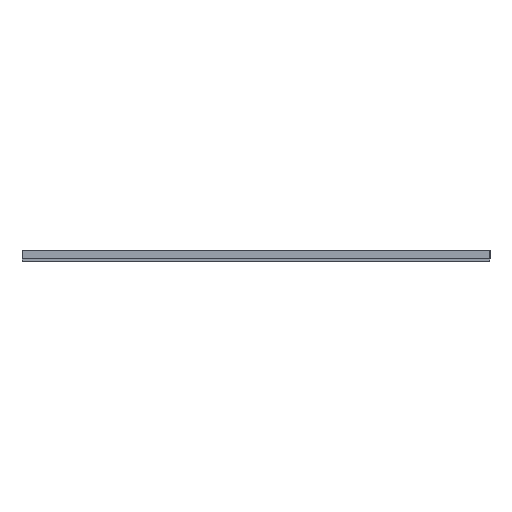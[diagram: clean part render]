
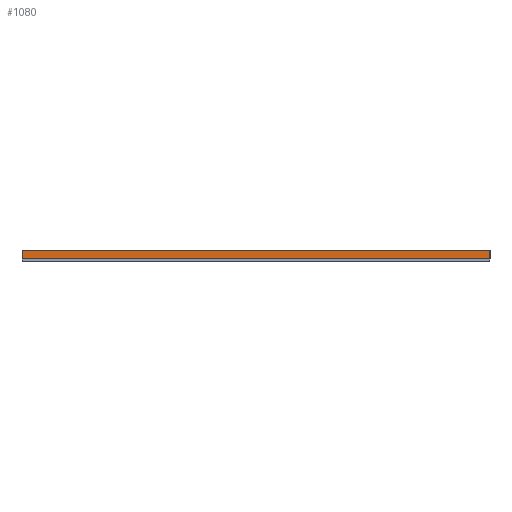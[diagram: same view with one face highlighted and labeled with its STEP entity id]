
A CAD part, left-side view. The second image highlights one B-rep face of the part: STEP entity #1080.
In plain terms, the highlighted planar face has unit normal (-1, 0, 0).
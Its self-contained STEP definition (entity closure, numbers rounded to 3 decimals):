
#108=FACE_OUTER_BOUND('',#169,.T.);
#169=EDGE_LOOP('',(#933,#934,#935,#936));
#188=LINE('',#1425,#324);
#239=LINE('',#1526,#375);
#321=LINE('',#1705,#457);
#322=LINE('',#1707,#458);
#324=VECTOR('',#1165,10.);
#375=VECTOR('',#1224,10.);
#457=VECTOR('',#1406,10.);
#458=VECTOR('',#1409,10.);
#460=VERTEX_POINT('',#1422);
#461=VERTEX_POINT('',#1424);
#507=VERTEX_POINT('',#1524);
#554=VERTEX_POINT('',#1703);
#556=EDGE_CURVE('',#460,#461,#188,.T.);
#607=EDGE_CURVE('',#507,#460,#239,.T.);
#697=EDGE_CURVE('',#507,#554,#321,.T.);
#698=EDGE_CURVE('',#554,#461,#322,.T.);
#933=ORIENTED_EDGE('',*,*,#607,.F.);
#934=ORIENTED_EDGE('',*,*,#697,.T.);
#935=ORIENTED_EDGE('',*,*,#698,.T.);
#936=ORIENTED_EDGE('',*,*,#556,.F.);
#1030=PLANE('',#1153);
#1080=ADVANCED_FACE('',(#108),#1030,.T.);
#1153=AXIS2_PLACEMENT_3D('',#1706,#1407,#1408);
#1165=DIRECTION('',(0.,0.,1.));
#1224=DIRECTION('',(0.,1.,0.));
#1406=DIRECTION('',(0.,0.,1.));
#1407=DIRECTION('center_axis',(-1.,0.,0.));
#1408=DIRECTION('ref_axis',(0.,-1.,0.));
#1409=DIRECTION('',(0.,1.,0.));
#1422=CARTESIAN_POINT('',(0.83,72.37,5.086));
#1424=CARTESIAN_POINT('',(0.83,72.37,6.186));
#1425=CARTESIAN_POINT('',(0.83,72.37,5.086));
#1524=CARTESIAN_POINT('',(0.83,9.37,5.086));
#1526=CARTESIAN_POINT('',(0.83,69.37,5.086));
#1703=CARTESIAN_POINT('',(0.83,9.37,6.186));
#1705=CARTESIAN_POINT('',(0.83,9.37,5.086));
#1706=CARTESIAN_POINT('Origin',(0.83,69.37,5.086));
#1707=CARTESIAN_POINT('',(0.83,69.37,6.186));
